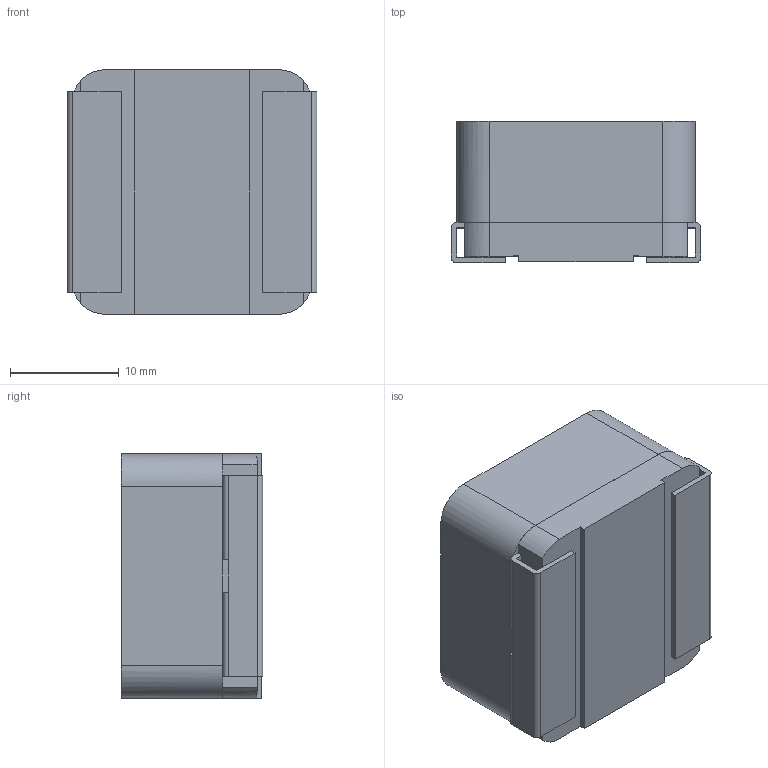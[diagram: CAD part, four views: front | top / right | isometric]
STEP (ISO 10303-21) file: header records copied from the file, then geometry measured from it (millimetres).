
FILE_DESCRIPTION (( 'STEP AP214' ), '1' );
FILE_NAME ('MPX1D2213(KEMET).STEP', '2019-07-10T07:09:15', ( '' ), ( '' ), 'SwSTEP 2.0', 'SolidWorks 2018', '' );
FILE_SCHEMA (( 'AUTOMOTIVE_DESIGN' ));
Length unit declared in the file: millimetre
Products named in the file (1): MPX1D2213(KEMET)
Bounding box: 23 x 13 x 22.5 mm (x, y, z)
Volume: 6240.4 mm3; surface area: 2661.1 mm2
Topology: 1 solids, 1 shells, 124 faces, 349 edges, 226 vertices
Faces by surface type: plane 104, cylinder 20
Entity records: 5387 total; most frequent: CARTESIAN_POINT 772, ORIENTED_EDGE 698, DIRECTION 627, EDGE_CURVE 349, VECTOR 305, LINE 305, VERTEX_POINT 226, AXIS2_PLACEMENT_3D 161
